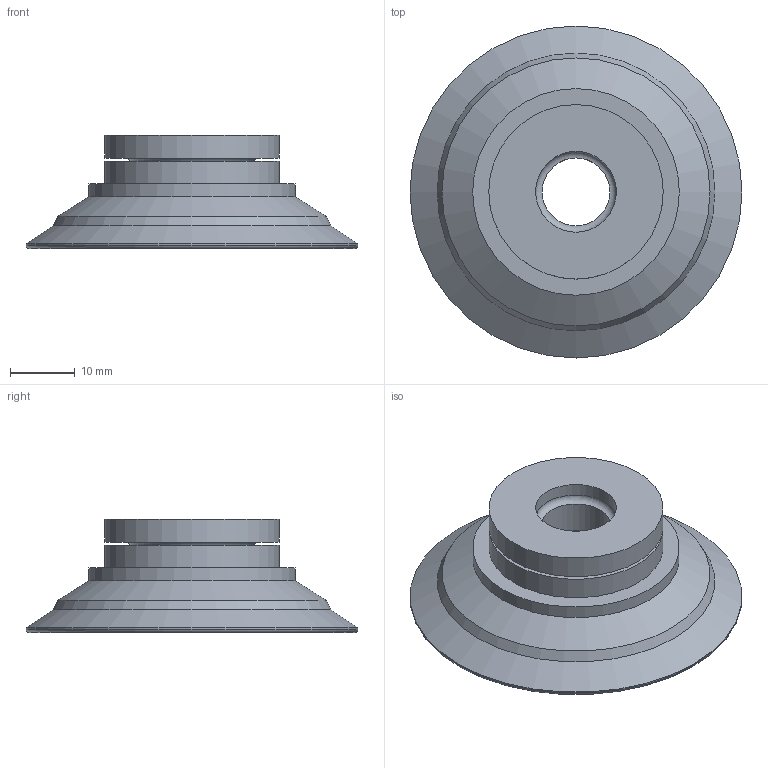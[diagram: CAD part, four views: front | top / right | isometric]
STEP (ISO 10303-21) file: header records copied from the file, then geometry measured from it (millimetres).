
FILE_DESCRIPTION( ( 'PIAB ISM' ), '1' );
FILE_NAME( 'PIAB_ISM_0101150.stp', 'Unknown', ( 'MaK' ), ( 'FALUTEKNIK AB' ), 'XStep 1.0', 'Solid Edge V15', ' ' );
FILE_SCHEMA( ( 'CONFIG_CONTROL_DESIGN' ) );
Length unit declared in the file: millimetre
Products named in the file (1): 3150121
Bounding box: 51.4 x 51.4 x 17.5 mm (x, y, z)
Volume: 9360.1 mm3; surface area: 6674.2 mm2
Topology: 1 solids, 1 shells, 24 faces, 47 edges, 29 vertices
Faces by surface type: cylinder 9, plane 6, torus 5, cone 4
Full cylindrical faces by diameter (mm): 10.5 x1, 12.5 x1, 14 x1, 19 x1, 19.5 x1, 27 x2, 32 x1, 51.4 x1
Entity records: 533 total; most frequent: DIRECTION 98, CARTESIAN_POINT 73, AXIS2_PLACEMENT_3D 49, EDGE_LOOP 48, ORIENTED_EDGE 48, FACE_OUTER_BOUND 38, ADVANCED_FACE 24, EDGE_CURVE 24
